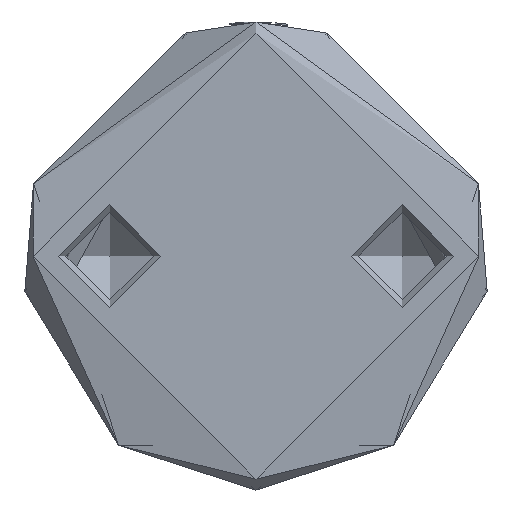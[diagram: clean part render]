
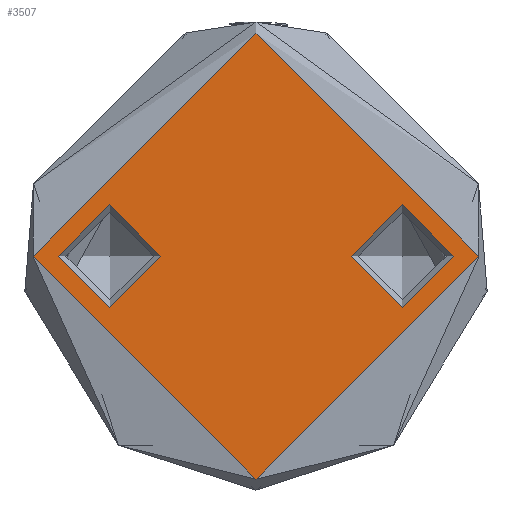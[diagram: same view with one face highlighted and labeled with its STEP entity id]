
A CAD part, front view. The second image highlights one B-rep face of the part: STEP entity #3507.
In plain terms, the highlighted face is planar.
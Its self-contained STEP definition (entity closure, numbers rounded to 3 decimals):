
#76 = ORIENTED_EDGE ( 'NONE', *, *, #4114, .T. ) ;
#200 = DIRECTION ( 'NONE',  ( 0., 0., 1. ) ) ;
#229 = CIRCLE ( 'NONE', #354, 3.5 ) ;
#354 = AXIS2_PLACEMENT_3D ( 'NONE', #6056, #3247, #396 ) ;
#396 = DIRECTION ( 'NONE',  ( 0., 1., 0. ) ) ;
#430 = VERTEX_POINT ( 'NONE', #3046 ) ;
#467 = PLANE ( 'NONE',  #2330 ) ;
#630 = ORIENTED_EDGE ( 'NONE', *, *, #2339, .T. ) ;
#879 = CIRCLE ( 'NONE', #5686, 3.5 ) ;
#954 = VERTEX_POINT ( 'NONE', #2612 ) ;
#1333 = FACE_BOUND ( 'NONE', #4007, .T. ) ;
#1756 = ORIENTED_EDGE ( 'NONE', *, *, #6112, .F. ) ;
#2330 = AXIS2_PLACEMENT_3D ( 'NONE', #5199, #2395, #5677 ) ;
#2339 = EDGE_CURVE ( 'NONE', #430, #430, #2472, .T. ) ;
#2395 = DIRECTION ( 'NONE',  ( 0., 0., 1. ) ) ;
#2472 = CIRCLE ( 'NONE', #3345, 15.25 ) ;
#2544 = DIRECTION ( 'NONE',  ( 0., 0., 1. ) ) ;
#2612 = CARTESIAN_POINT ( 'NONE',  ( 0., -13.5, 0. ) ) ;
#2778 = FACE_OUTER_BOUND ( 'NONE', #3673, .T. ) ;
#3046 = CARTESIAN_POINT ( 'NONE',  ( 15.25, 0., 0. ) ) ;
#3057 = CARTESIAN_POINT ( 'NONE',  ( 0., 0., 0. ) ) ;
#3247 = DIRECTION ( 'NONE',  ( 0., 0., -1. ) ) ;
#3345 = AXIS2_PLACEMENT_3D ( 'NONE', #3057, #200, #3511 ) ;
#3507 = ADVANCED_FACE ( 'NONE', ( #5105, #1333, #2778 ), #467, .T. ) ;
#3511 = DIRECTION ( 'NONE',  ( 1., 0., 0. ) ) ;
#3673 = EDGE_LOOP ( 'NONE', ( #630 ) ) ;
#3773 = VERTEX_POINT ( 'NONE', #5867 ) ;
#4007 = EDGE_LOOP ( 'NONE', ( #76 ) ) ;
#4114 = EDGE_CURVE ( 'NONE', #3773, #3773, #229, .T. ) ;
#5105 = FACE_BOUND ( 'NONE', #6046, .T. ) ;
#5199 = CARTESIAN_POINT ( 'NONE',  ( 0., 0., 0. ) ) ;
#5344 = CARTESIAN_POINT ( 'NONE',  ( 0., -10., 0. ) ) ;
#5677 = DIRECTION ( 'NONE',  ( 1., 0., 0. ) ) ;
#5686 = AXIS2_PLACEMENT_3D ( 'NONE', #5344, #2544, #5820 ) ;
#5820 = DIRECTION ( 'NONE',  ( 0., -1., 0. ) ) ;
#5867 = CARTESIAN_POINT ( 'NONE',  ( 0., 13.5, 0. ) ) ;
#6046 = EDGE_LOOP ( 'NONE', ( #1756 ) ) ;
#6056 = CARTESIAN_POINT ( 'NONE',  ( 0., 10., 0. ) ) ;
#6112 = EDGE_CURVE ( 'NONE', #954, #954, #879, .T. ) ;
